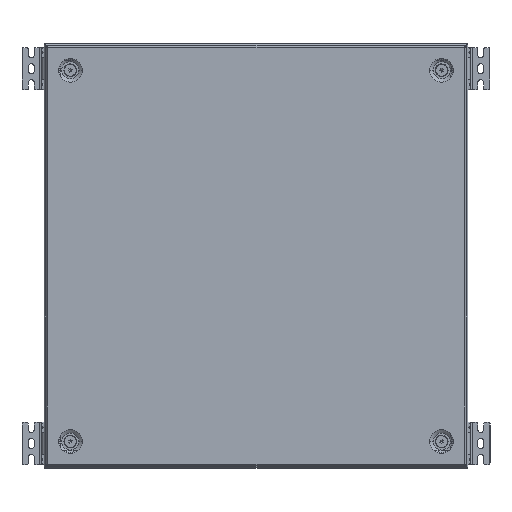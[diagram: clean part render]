
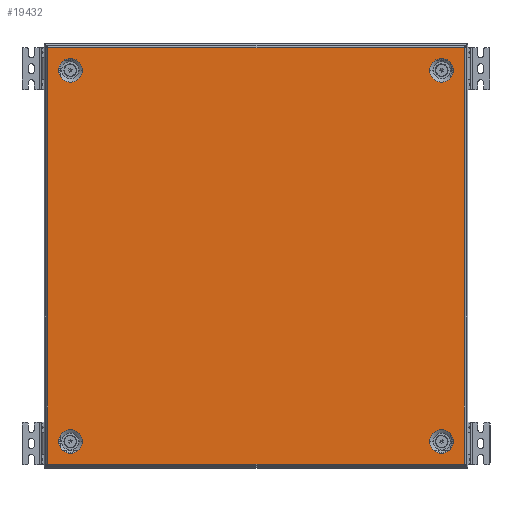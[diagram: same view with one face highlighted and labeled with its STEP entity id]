
A CAD part, top view. The second image highlights one B-rep face of the part: STEP entity #19432.
In plain terms, the highlighted planar face has unit normal (0, 0, 1).
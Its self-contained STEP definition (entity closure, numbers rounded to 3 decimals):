
#137 = CIRCLE ( 'NONE', #13293, 14. ) ;
#394 = CARTESIAN_POINT ( 'NONE',  ( 233., 219., 0. ) ) ;
#796 = FACE_BOUND ( 'NONE', #27550, .T. ) ;
#928 = VERTEX_POINT ( 'NONE', #12977 ) ;
#1200 = CARTESIAN_POINT ( 'NONE',  ( -245.5, 245.5, 0. ) ) ;
#1278 = VERTEX_POINT ( 'NONE', #24517 ) ;
#1335 = EDGE_LOOP ( 'NONE', ( #11832, #16452 ) ) ;
#1830 = CARTESIAN_POINT ( 'NONE',  ( 219., -219., 0. ) ) ;
#2479 = AXIS2_PLACEMENT_3D ( 'NONE', #23794, #19233, #8510 ) ;
#2740 = EDGE_CURVE ( 'NONE', #12240, #928, #10314, .T. ) ;
#2765 = LINE ( 'NONE', #7156, #6611 ) ;
#3159 = AXIS2_PLACEMENT_3D ( 'NONE', #16292, #22603, #5461 ) ;
#3160 = VECTOR ( 'NONE', #22270, 1000. ) ;
#3336 = EDGE_CURVE ( 'NONE', #4136, #1278, #25532, .T. ) ;
#3542 = VECTOR ( 'NONE', #23405, 1000. ) ;
#4136 = VERTEX_POINT ( 'NONE', #7944 ) ;
#4407 = DIRECTION ( 'NONE',  ( 1., 0., 0. ) ) ;
#4420 = ORIENTED_EDGE ( 'NONE', *, *, #19873, .F. ) ;
#4498 = FACE_BOUND ( 'NONE', #17527, .T. ) ;
#4522 = ORIENTED_EDGE ( 'NONE', *, *, #22932, .T. ) ;
#4812 = EDGE_CURVE ( 'NONE', #7040, #20014, #19970, .T. ) ;
#4824 = DIRECTION ( 'NONE',  ( 0., 0., 1. ) ) ;
#5198 = DIRECTION ( 'NONE',  ( 0., -1., 0. ) ) ;
#5259 = VECTOR ( 'NONE', #19639, 1000. ) ;
#5297 = ORIENTED_EDGE ( 'NONE', *, *, #8182, .T. ) ;
#5340 = ORIENTED_EDGE ( 'NONE', *, *, #11677, .T. ) ;
#5368 = CARTESIAN_POINT ( 'NONE',  ( -233., -219., 0. ) ) ;
#5461 = DIRECTION ( 'NONE',  ( 1., 0., 0. ) ) ;
#5612 = CARTESIAN_POINT ( 'NONE',  ( -245.793, -245.5, 0. ) ) ;
#5872 = CARTESIAN_POINT ( 'NONE',  ( -219., -219., 0. ) ) ;
#5909 = DIRECTION ( 'NONE',  ( 1., 0., 0. ) ) ;
#6019 = VERTEX_POINT ( 'NONE', #24968 ) ;
#6413 = CARTESIAN_POINT ( 'NONE',  ( -219., 219., 0. ) ) ;
#6498 = CIRCLE ( 'NONE', #18798, 14. ) ;
#6560 = CIRCLE ( 'NONE', #2479, 14. ) ;
#6611 = VECTOR ( 'NONE', #24715, 1000. ) ;
#6675 = DIRECTION ( 'NONE',  ( 0., 1., 0. ) ) ;
#6800 = CARTESIAN_POINT ( 'NONE',  ( -247.5, 245.5, 0. ) ) ;
#6907 = CARTESIAN_POINT ( 'NONE',  ( -245.793, -245.5, 0. ) ) ;
#6917 = CARTESIAN_POINT ( 'NONE',  ( -245.4, -245.5, 0. ) ) ;
#7040 = VERTEX_POINT ( 'NONE', #14407 ) ;
#7087 = CIRCLE ( 'NONE', #11656, 14. ) ;
#7156 = CARTESIAN_POINT ( 'NONE',  ( 247.5, -245.5, 0. ) ) ;
#7429 = DIRECTION ( 'NONE',  ( -1., 0., 0. ) ) ;
#7674 = CARTESIAN_POINT ( 'NONE',  ( 245.793, 245.5, 0. ) ) ;
#7944 = CARTESIAN_POINT ( 'NONE',  ( 245.4, 245.5, 0. ) ) ;
#7978 = EDGE_CURVE ( 'NONE', #10905, #9866, #6560, .T. ) ;
#8182 = EDGE_CURVE ( 'NONE', #12171, #6019, #26209, .T. ) ;
#8274 = CARTESIAN_POINT ( 'NONE',  ( 233., -219., 0. ) ) ;
#8510 = DIRECTION ( 'NONE',  ( -1., 0., 0. ) ) ;
#8531 = DIRECTION ( 'NONE',  ( 0., 0., 1. ) ) ;
#8939 = CARTESIAN_POINT ( 'NONE',  ( 245.5, -245.793, 0. ) ) ;
#9071 = LINE ( 'NONE', #6800, #5259 ) ;
#9100 = CARTESIAN_POINT ( 'NONE',  ( 245.4, -245.5, 0. ) ) ;
#9866 = VERTEX_POINT ( 'NONE', #394 ) ;
#10153 = VECTOR ( 'NONE', #5909, 1000. ) ;
#10314 = CIRCLE ( 'NONE', #24881, 14. ) ;
#10448 = DIRECTION ( 'NONE',  ( -1., 0., 0. ) ) ;
#10739 = ORIENTED_EDGE ( 'NONE', *, *, #27380, .F. ) ;
#10905 = VERTEX_POINT ( 'NONE', #23493 ) ;
#10914 = DIRECTION ( 'NONE',  ( 1., 0., 0. ) ) ;
#11375 = CARTESIAN_POINT ( 'NONE',  ( -245.5, 245.793, 0. ) ) ;
#11623 = FACE_BOUND ( 'NONE', #1335, .T. ) ;
#11656 = AXIS2_PLACEMENT_3D ( 'NONE', #6413, #8531, #17239 ) ;
#11677 = EDGE_CURVE ( 'NONE', #6019, #4136, #13552, .T. ) ;
#11832 = ORIENTED_EDGE ( 'NONE', *, *, #22113, .F. ) ;
#12161 = ORIENTED_EDGE ( 'NONE', *, *, #27004, .T. ) ;
#12171 = VERTEX_POINT ( 'NONE', #13664 ) ;
#12238 = CIRCLE ( 'NONE', #17229, 14. ) ;
#12240 = VERTEX_POINT ( 'NONE', #5368 ) ;
#12977 = CARTESIAN_POINT ( 'NONE',  ( -205., -219., 0. ) ) ;
#13293 = AXIS2_PLACEMENT_3D ( 'NONE', #14031, #24905, #22761 ) ;
#13429 = EDGE_CURVE ( 'NONE', #20675, #12171, #2765, .T. ) ;
#13490 = ORIENTED_EDGE ( 'NONE', *, *, #2740, .F. ) ;
#13552 = LINE ( 'NONE', #24690, #3160 ) ;
#13572 = AXIS2_PLACEMENT_3D ( 'NONE', #1830, #25897, #23766 ) ;
#13664 = CARTESIAN_POINT ( 'NONE',  ( 245.5, -245.5, 0. ) ) ;
#13857 = DIRECTION ( 'NONE',  ( 0., 0., 1. ) ) ;
#14031 = CARTESIAN_POINT ( 'NONE',  ( -219., 219., 0. ) ) ;
#14365 = ORIENTED_EDGE ( 'NONE', *, *, #7978, .F. ) ;
#14407 = CARTESIAN_POINT ( 'NONE',  ( 205., -219., 0. ) ) ;
#14688 = CARTESIAN_POINT ( 'NONE',  ( -233., 219., 0. ) ) ;
#15654 = CARTESIAN_POINT ( 'NONE',  ( 219., -219., 0. ) ) ;
#15765 = ORIENTED_EDGE ( 'NONE', *, *, #13429, .T. ) ;
#16172 = LINE ( 'NONE', #11375, #20321 ) ;
#16219 = EDGE_LOOP ( 'NONE', ( #5340, #16667, #21391, #12161, #4522, #24723, #15765, #5297 ) ) ;
#16292 = CARTESIAN_POINT ( 'NONE',  ( 0., 0., 0. ) ) ;
#16452 = ORIENTED_EDGE ( 'NONE', *, *, #4812, .F. ) ;
#16667 = ORIENTED_EDGE ( 'NONE', *, *, #3336, .T. ) ;
#17229 = AXIS2_PLACEMENT_3D ( 'NONE', #19478, #13857, #7429 ) ;
#17239 = DIRECTION ( 'NONE',  ( 1., 0., 0. ) ) ;
#17450 = ORIENTED_EDGE ( 'NONE', *, *, #27935, .F. ) ;
#17527 = EDGE_LOOP ( 'NONE', ( #17450, #14365 ) ) ;
#17777 = VERTEX_POINT ( 'NONE', #6917 ) ;
#18461 = LINE ( 'NONE', #5612, #10153 ) ;
#18648 = VERTEX_POINT ( 'NONE', #14688 ) ;
#18798 = AXIS2_PLACEMENT_3D ( 'NONE', #15654, #4824, #4407 ) ;
#19149 = VERTEX_POINT ( 'NONE', #1200 ) ;
#19233 = DIRECTION ( 'NONE',  ( 0., 0., 1. ) ) ;
#19285 = DIRECTION ( 'NONE',  ( -1., 0., 0. ) ) ;
#19432 = ADVANCED_FACE ( 'NONE', ( #22466, #11623, #4498, #20317, #796 ), #24746, .T. ) ;
#19478 = CARTESIAN_POINT ( 'NONE',  ( 219., 219., 0. ) ) ;
#19639 = DIRECTION ( 'NONE',  ( 1., 0., 0. ) ) ;
#19748 = LINE ( 'NONE', #6907, #21955 ) ;
#19873 = EDGE_CURVE ( 'NONE', #928, #12240, #26401, .T. ) ;
#19970 = CIRCLE ( 'NONE', #13572, 14. ) ;
#20014 = VERTEX_POINT ( 'NONE', #8274 ) ;
#20317 = FACE_BOUND ( 'NONE', #22707, .T. ) ;
#20321 = VECTOR ( 'NONE', #5198, 1000. ) ;
#20675 = VERTEX_POINT ( 'NONE', #9100 ) ;
#20922 = AXIS2_PLACEMENT_3D ( 'NONE', #5872, #25690, #19285 ) ;
#21078 = VERTEX_POINT ( 'NONE', #26044 ) ;
#21133 = CARTESIAN_POINT ( 'NONE',  ( -245.5, -245.5, 0. ) ) ;
#21147 = VECTOR ( 'NONE', #6675, 1000. ) ;
#21289 = DIRECTION ( 'NONE',  ( 0., 0., 1. ) ) ;
#21391 = ORIENTED_EDGE ( 'NONE', *, *, #26814, .F. ) ;
#21955 = VECTOR ( 'NONE', #10914, 1000. ) ;
#22113 = EDGE_CURVE ( 'NONE', #20014, #7040, #6498, .T. ) ;
#22270 = DIRECTION ( 'NONE',  ( -1., 0., 0. ) ) ;
#22466 = FACE_OUTER_BOUND ( 'NONE', #16219, .T. ) ;
#22603 = DIRECTION ( 'NONE',  ( 0., 0., 1. ) ) ;
#22707 = EDGE_LOOP ( 'NONE', ( #13490, #4420 ) ) ;
#22761 = DIRECTION ( 'NONE',  ( 1., 0., 0. ) ) ;
#22932 = EDGE_CURVE ( 'NONE', #23558, #17777, #18461, .T. ) ;
#23405 = DIRECTION ( 'NONE',  ( -1., 0., 0. ) ) ;
#23493 = CARTESIAN_POINT ( 'NONE',  ( 205., 219., 0. ) ) ;
#23558 = VERTEX_POINT ( 'NONE', #21133 ) ;
#23766 = DIRECTION ( 'NONE',  ( 1., 0., 0. ) ) ;
#23794 = CARTESIAN_POINT ( 'NONE',  ( 219., 219., 0. ) ) ;
#24517 = CARTESIAN_POINT ( 'NONE',  ( -245.4, 245.5, 0. ) ) ;
#24690 = CARTESIAN_POINT ( 'NONE',  ( 245.793, 245.5, 0. ) ) ;
#24715 = DIRECTION ( 'NONE',  ( 1., 0., 0. ) ) ;
#24723 = ORIENTED_EDGE ( 'NONE', *, *, #27828, .T. ) ;
#24746 = PLANE ( 'NONE',  #3159 ) ;
#24881 = AXIS2_PLACEMENT_3D ( 'NONE', #27695, #21289, #10448 ) ;
#24905 = DIRECTION ( 'NONE',  ( 0., 0., 1. ) ) ;
#24968 = CARTESIAN_POINT ( 'NONE',  ( 245.5, 245.5, 0. ) ) ;
#25532 = LINE ( 'NONE', #7674, #3542 ) ;
#25690 = DIRECTION ( 'NONE',  ( 0., 0., 1. ) ) ;
#25897 = DIRECTION ( 'NONE',  ( 0., 0., 1. ) ) ;
#26044 = CARTESIAN_POINT ( 'NONE',  ( -205., 219., 0. ) ) ;
#26209 = LINE ( 'NONE', #8939, #21147 ) ;
#26401 = CIRCLE ( 'NONE', #20922, 14. ) ;
#26465 = EDGE_CURVE ( 'NONE', #21078, #18648, #7087, .T. ) ;
#26771 = ORIENTED_EDGE ( 'NONE', *, *, #26465, .F. ) ;
#26814 = EDGE_CURVE ( 'NONE', #19149, #1278, #9071, .T. ) ;
#27004 = EDGE_CURVE ( 'NONE', #19149, #23558, #16172, .T. ) ;
#27380 = EDGE_CURVE ( 'NONE', #18648, #21078, #137, .T. ) ;
#27550 = EDGE_LOOP ( 'NONE', ( #10739, #26771 ) ) ;
#27695 = CARTESIAN_POINT ( 'NONE',  ( -219., -219., 0. ) ) ;
#27828 = EDGE_CURVE ( 'NONE', #17777, #20675, #19748, .T. ) ;
#27935 = EDGE_CURVE ( 'NONE', #9866, #10905, #12238, .T. ) ;
